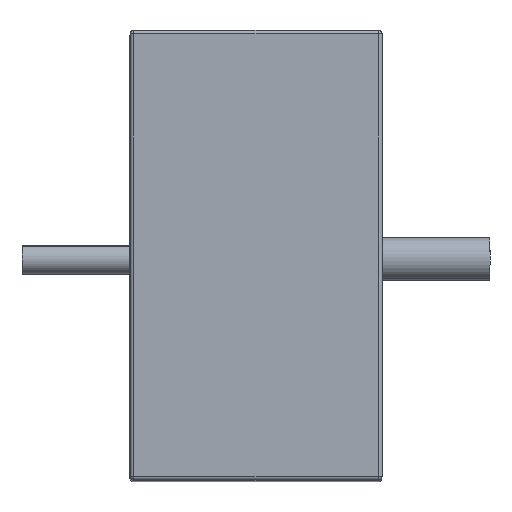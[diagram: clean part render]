
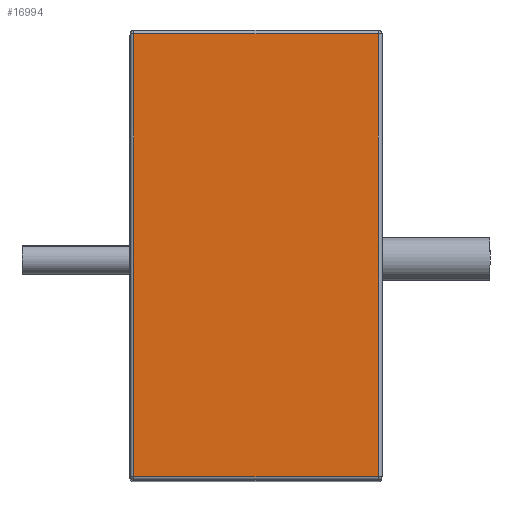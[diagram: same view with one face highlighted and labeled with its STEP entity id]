
A CAD part, top view. The second image highlights one B-rep face of the part: STEP entity #16994.
In plain terms, the highlighted face is planar.
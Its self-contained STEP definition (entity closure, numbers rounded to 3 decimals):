
#87 = ORIENTED_EDGE ( 'NONE', *, *, #15301, .T. ) ;
#168 = VERTEX_POINT ( 'NONE', #26142 ) ;
#415 = DIRECTION ( 'NONE',  ( 0., 0., -1. ) ) ;
#2063 = FACE_OUTER_BOUND ( 'NONE', #12793, .T. ) ;
#2139 = EDGE_CURVE ( 'NONE', #168, #21586, #26078, .T. ) ;
#2863 = LINE ( 'NONE', #19781, #24866 ) ;
#4247 = ORIENTED_EDGE ( 'NONE', *, *, #6988, .T. ) ;
#4885 = CARTESIAN_POINT ( 'NONE',  ( -255.188, 93.431, 34. ) ) ;
#5908 = ORIENTED_EDGE ( 'NONE', *, *, #7542, .T. ) ;
#6988 = EDGE_CURVE ( 'NONE', #8211, #18798, #13377, .T. ) ;
#7226 = CARTESIAN_POINT ( 'NONE',  ( -255.188, 92.431, -34. ) ) ;
#7542 = EDGE_CURVE ( 'NONE', #21586, #8211, #12485, .T. ) ;
#8211 = VERTEX_POINT ( 'NONE', #7226 ) ;
#11215 = DIRECTION ( 'NONE',  ( 1., 0., 0. ) ) ;
#12172 = AXIS2_PLACEMENT_3D ( 'NONE', #25484, #11215, #415 ) ;
#12485 = LINE ( 'NONE', #20848, #21353 ) ;
#12793 = EDGE_LOOP ( 'NONE', ( #87, #17486, #5908, #4247 ) ) ;
#13289 = DIRECTION ( 'NONE',  ( 0., 1., 0. ) ) ;
#13377 = LINE ( 'NONE', #19546, #21620 ) ;
#15117 = CARTESIAN_POINT ( 'NONE',  ( -255.188, -30.569, -34. ) ) ;
#15301 = EDGE_CURVE ( 'NONE', #18798, #168, #2863, .T. ) ;
#16994 = ADVANCED_FACE ( 'NONE', ( #2063 ), #18990, .F. ) ;
#17452 = DIRECTION ( 'NONE',  ( 0., 0., 1. ) ) ;
#17486 = ORIENTED_EDGE ( 'NONE', *, *, #2139, .T. ) ;
#18798 = VERTEX_POINT ( 'NONE', #15117 ) ;
#18990 = PLANE ( 'NONE',  #12172 ) ;
#19058 = DIRECTION ( 'NONE',  ( 0., 0., -1. ) ) ;
#19546 = CARTESIAN_POINT ( 'NONE',  ( -255.188, 93.431, -34. ) ) ;
#19781 = CARTESIAN_POINT ( 'NONE',  ( -255.188, -30.569, 35. ) ) ;
#20848 = CARTESIAN_POINT ( 'NONE',  ( -255.188, 92.431, 35. ) ) ;
#21353 = VECTOR ( 'NONE', #19058, 1000. ) ;
#21586 = VERTEX_POINT ( 'NONE', #25342 ) ;
#21620 = VECTOR ( 'NONE', #21888, 1000. ) ;
#21888 = DIRECTION ( 'NONE',  ( 0., -1., 0. ) ) ;
#23772 = VECTOR ( 'NONE', #13289, 1000. ) ;
#24866 = VECTOR ( 'NONE', #17452, 1000. ) ;
#25342 = CARTESIAN_POINT ( 'NONE',  ( -255.188, 92.431, 34. ) ) ;
#25484 = CARTESIAN_POINT ( 'NONE',  ( -255.188, 93.431, 35. ) ) ;
#26078 = LINE ( 'NONE', #4885, #23772 ) ;
#26142 = CARTESIAN_POINT ( 'NONE',  ( -255.188, -30.569, 34. ) ) ;
